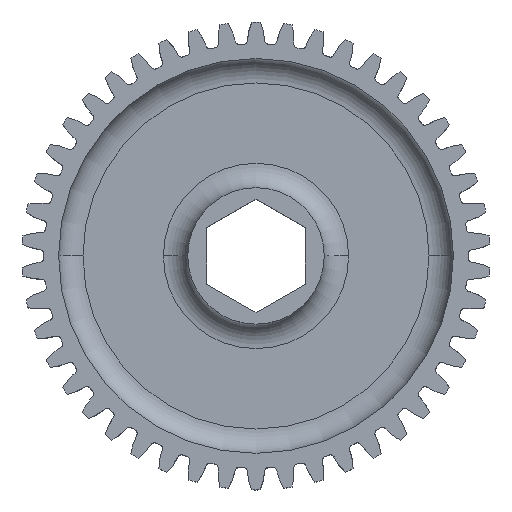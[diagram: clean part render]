
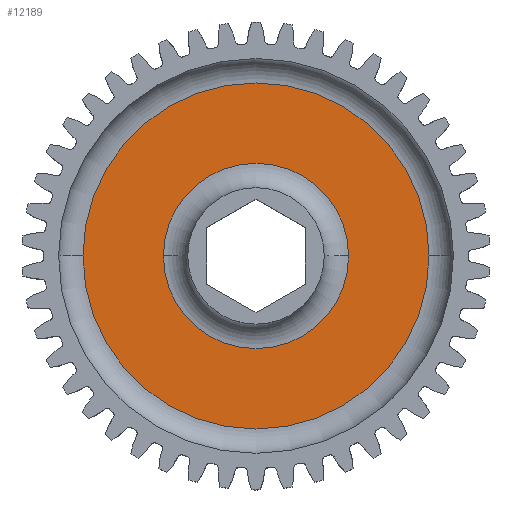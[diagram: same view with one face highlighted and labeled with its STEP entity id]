
A CAD part, top view. The second image highlights one B-rep face of the part: STEP entity #12189.
In plain terms, the highlighted planar face has unit normal (0, 0, 1).
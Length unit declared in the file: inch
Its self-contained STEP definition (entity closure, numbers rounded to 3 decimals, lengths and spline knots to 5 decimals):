
#1018 = CIRCLE ( 'NONE', #7691, 0.8875 ) ;
#1367 = CARTESIAN_POINT ( 'NONE',  ( 0., 0., 0.045 ) ) ;
#1634 = FACE_OUTER_BOUND ( 'NONE', #2197, .T. ) ;
#1965 = CARTESIAN_POINT ( 'NONE',  ( 0.8875, 0., 0.045 ) ) ;
#2197 = EDGE_LOOP ( 'NONE', ( #12807, #7124 ) ) ;
#2836 = EDGE_CURVE ( 'NONE', #16601, #11824, #9788, .T. ) ;
#3309 = DIRECTION ( 'NONE',  ( 0., 0., 1. ) ) ;
#3377 = DIRECTION ( 'NONE',  ( 1., 0., 0. ) ) ;
#3830 = AXIS2_PLACEMENT_3D ( 'NONE', #12824, #8778, #3377 ) ;
#4550 = CARTESIAN_POINT ( 'NONE',  ( 0., 0., 0.045 ) ) ;
#4616 = CARTESIAN_POINT ( 'NONE',  ( 0.475, 0., 0.045 ) ) ;
#5241 = DIRECTION ( 'NONE',  ( 0., 0., 1. ) ) ;
#5858 = DIRECTION ( 'NONE',  ( 1., 0., 0. ) ) ;
#6192 = AXIS2_PLACEMENT_3D ( 'NONE', #15738, #3309, #10142 ) ;
#6210 = PLANE ( 'NONE',  #6192 ) ;
#6822 = DIRECTION ( 'NONE',  ( 1., 0., 0. ) ) ;
#7124 = ORIENTED_EDGE ( 'NONE', *, *, #2836, .T. ) ;
#7320 = ORIENTED_EDGE ( 'NONE', *, *, #13326, .T. ) ;
#7378 = CARTESIAN_POINT ( 'NONE',  ( -0.475, 0., 0.045 ) ) ;
#7691 = AXIS2_PLACEMENT_3D ( 'NONE', #4550, #14084, #5858 ) ;
#7939 = AXIS2_PLACEMENT_3D ( 'NONE', #12240, #14938, #16698 ) ;
#8778 = DIRECTION ( 'NONE',  ( 0., 0., -1. ) ) ;
#9348 = EDGE_LOOP ( 'NONE', ( #7320, #17386 ) ) ;
#9788 = CIRCLE ( 'NONE', #16875, 0.8875 ) ;
#9958 = VERTEX_POINT ( 'NONE', #4616 ) ;
#10045 = EDGE_CURVE ( 'NONE', #11824, #16601, #1018, .T. ) ;
#10142 = DIRECTION ( 'NONE',  ( 1., 0., 0. ) ) ;
#11631 = FACE_BOUND ( 'NONE', #9348, .T. ) ;
#11824 = VERTEX_POINT ( 'NONE', #1965 ) ;
#12189 = ADVANCED_FACE ( 'NONE', ( #11631, #1634 ), #6210, .T. ) ;
#12240 = CARTESIAN_POINT ( 'NONE',  ( 0., 0., 0.045 ) ) ;
#12807 = ORIENTED_EDGE ( 'NONE', *, *, #10045, .T. ) ;
#12824 = CARTESIAN_POINT ( 'NONE',  ( 0., 0., 0.045 ) ) ;
#13253 = CIRCLE ( 'NONE', #3830, 0.475 ) ;
#13326 = EDGE_CURVE ( 'NONE', #9958, #15218, #13253, .T. ) ;
#14084 = DIRECTION ( 'NONE',  ( 0., 0., 1. ) ) ;
#14938 = DIRECTION ( 'NONE',  ( 0., 0., -1. ) ) ;
#15218 = VERTEX_POINT ( 'NONE', #7378 ) ;
#15738 = CARTESIAN_POINT ( 'NONE',  ( 0., 0., 0.045 ) ) ;
#16073 = EDGE_CURVE ( 'NONE', #15218, #9958, #16520, .T. ) ;
#16520 = CIRCLE ( 'NONE', #7939, 0.475 ) ;
#16601 = VERTEX_POINT ( 'NONE', #17449 ) ;
#16698 = DIRECTION ( 'NONE',  ( 1., 0., 0. ) ) ;
#16875 = AXIS2_PLACEMENT_3D ( 'NONE', #1367, #5241, #6822 ) ;
#17386 = ORIENTED_EDGE ( 'NONE', *, *, #16073, .T. ) ;
#17449 = CARTESIAN_POINT ( 'NONE',  ( -0.8875, 0., 0.045 ) ) ;
